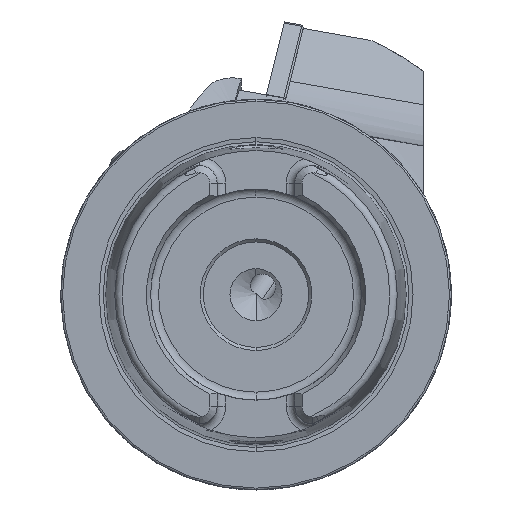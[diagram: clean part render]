
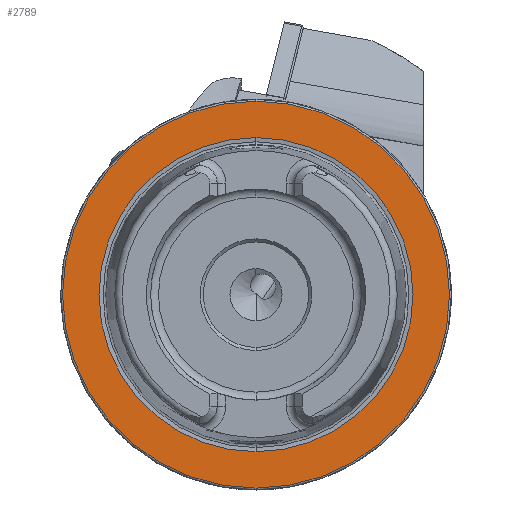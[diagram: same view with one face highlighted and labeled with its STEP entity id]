
A CAD part, left-side view. The second image highlights one B-rep face of the part: STEP entity #2789.
In plain terms, the highlighted planar face has unit normal (-1, 0, 0).
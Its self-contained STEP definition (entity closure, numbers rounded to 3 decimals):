
#1576 = CARTESIAN_POINT ( 'NONE',  ( 0., 0., 25.324 ) ) ;
#1578 = CARTESIAN_POINT ( 'NONE',  ( 0., 0., 31.2 ) ) ;
#1584 = CARTESIAN_POINT ( 'NONE',  ( 0., 0., -31.2 ) ) ;
#1593 = CARTESIAN_POINT ( 'NONE',  ( 0., 0., -25.324 ) ) ;
#2218 = DIRECTION ( 'NONE',  ( 0., 0., 1. ) ) ;
#2220 = DIRECTION ( 'NONE',  ( -1., 0., 0. ) ) ;
#2222 = CARTESIAN_POINT ( 'NONE',  ( 0., 0., 0. ) ) ;
#2254 = DIRECTION ( 'NONE',  ( 0., 0., 1. ) ) ;
#2256 = DIRECTION ( 'NONE',  ( -1., 0., 0. ) ) ;
#2258 = CARTESIAN_POINT ( 'NONE',  ( 0., 0., 0. ) ) ;
#2789 = ADVANCED_FACE ( 'NONE', ( #6664, #6661 ), #3299, .F. ) ;
#3230 = DIRECTION ( 'NONE',  ( 1., 0., 0. ) ) ;
#3297 = CARTESIAN_POINT ( 'NONE',  ( 0., 31.2, 0. ) ) ;
#3299 = PLANE ( 'NONE',  #11849 ) ;
#3307 = DIRECTION ( 'NONE',  ( 0., 0., -1. ) ) ;
#5447 = CIRCLE ( 'NONE', #11063, 31.2 ) ;
#5449 = CIRCLE ( 'NONE', #11064, 25.324 ) ;
#6661 = FACE_OUTER_BOUND ( 'NONE', #10469, .T. ) ;
#6664 = FACE_BOUND ( 'NONE', #10465, .T. ) ;
#6748 = CIRCLE ( 'NONE', #11918, 25.324 ) ;
#6755 = CIRCLE ( 'NONE', #11921, 31.2 ) ;
#7433 = EDGE_CURVE ( 'NONE', #8001, #8006, #6748, .T. ) ;
#7437 = EDGE_CURVE ( 'NONE', #8005, #8003, #6755, .T. ) ;
#8001 = VERTEX_POINT ( 'NONE', #1593 ) ;
#8003 = VERTEX_POINT ( 'NONE', #1584 ) ;
#8005 = VERTEX_POINT ( 'NONE', #1578 ) ;
#8006 = VERTEX_POINT ( 'NONE', #1576 ) ;
#10465 = EDGE_LOOP ( 'NONE', ( #10826, #10825 ) ) ;
#10469 = EDGE_LOOP ( 'NONE', ( #10824, #10823 ) ) ;
#10823 = ORIENTED_EDGE ( 'NONE', *, *, #14977, .T. ) ;
#10824 = ORIENTED_EDGE ( 'NONE', *, *, #7437, .T. ) ;
#10825 = ORIENTED_EDGE ( 'NONE', *, *, #7433, .F. ) ;
#10826 = ORIENTED_EDGE ( 'NONE', *, *, #14978, .F. ) ;
#11063 = AXIS2_PLACEMENT_3D ( 'NONE', #14348, #14349, #14350 ) ;
#11064 = AXIS2_PLACEMENT_3D ( 'NONE', #14351, #14352, #14353 ) ;
#11849 = AXIS2_PLACEMENT_3D ( 'NONE', #3297, #3230, #3307 ) ;
#11918 = AXIS2_PLACEMENT_3D ( 'NONE', #2258, #2256, #2254 ) ;
#11921 = AXIS2_PLACEMENT_3D ( 'NONE', #2222, #2220, #2218 ) ;
#14348 = CARTESIAN_POINT ( 'NONE',  ( 0., 0., 0. ) ) ;
#14349 = DIRECTION ( 'NONE',  ( -1., 0., 0. ) ) ;
#14350 = DIRECTION ( 'NONE',  ( 0., 0., 1. ) ) ;
#14351 = CARTESIAN_POINT ( 'NONE',  ( 0., 0., 0. ) ) ;
#14352 = DIRECTION ( 'NONE',  ( -1., 0., 0. ) ) ;
#14353 = DIRECTION ( 'NONE',  ( 0., 0., 1. ) ) ;
#14977 = EDGE_CURVE ( 'NONE', #8003, #8005, #5447, .T. ) ;
#14978 = EDGE_CURVE ( 'NONE', #8006, #8001, #5449, .T. ) ;
